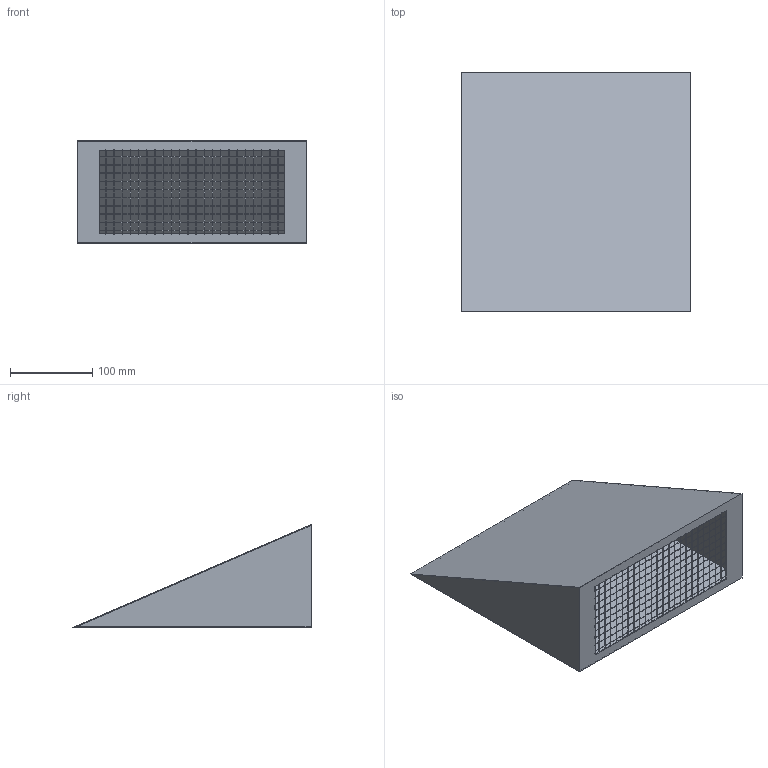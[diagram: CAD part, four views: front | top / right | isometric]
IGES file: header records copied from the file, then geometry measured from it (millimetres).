
Start section: SolidWorks IGES file using analytic representation for surfaces
Global section: file name: KW-AL20.IGS; native system: SolidWorks 2017; preprocessor: SolidWorks 2017; author: Qube3-CAD; date: 200605.153123; units: millimetre
Bounding box: 280 x 292 x 126 mm (x, y, z)
Surface area: 439835.9 mm2 (no closed solid volume)
Topology: 0 solids, 0 shells, 1046 faces, 7348 edges, 7348 vertices
Faces by surface type: bspline 960, revolution 86
